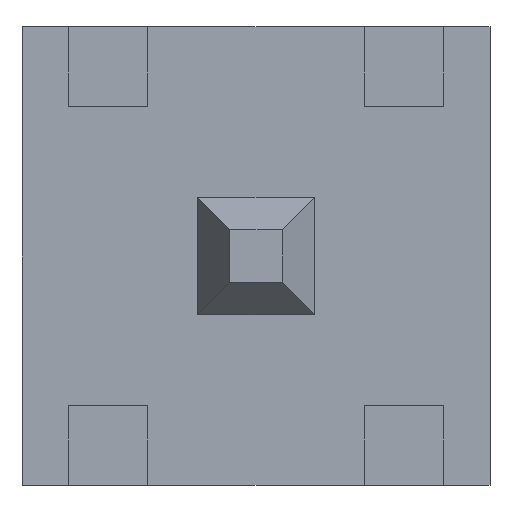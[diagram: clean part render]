
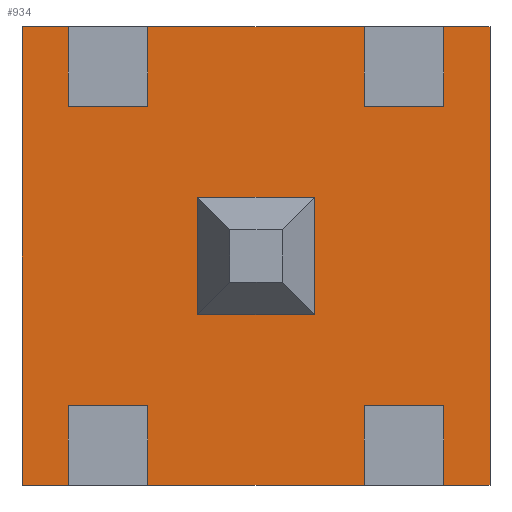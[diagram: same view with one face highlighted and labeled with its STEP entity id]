
A CAD part, front view. The second image highlights one B-rep face of the part: STEP entity #934.
In plain terms, the highlighted planar face has unit normal (0, -1, 0).
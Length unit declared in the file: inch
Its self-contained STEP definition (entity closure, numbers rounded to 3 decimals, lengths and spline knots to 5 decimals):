
#239=ORIENTED_EDGE('',*,*,#351,.F.);
#240=ORIENTED_EDGE('',*,*,#399,.F.);
#241=ORIENTED_EDGE('',*,*,#362,.T.);
#242=ORIENTED_EDGE('',*,*,#376,.T.);
#243=ORIENTED_EDGE('',*,*,#369,.F.);
#244=ORIENTED_EDGE('',*,*,#400,.F.);
#245=ORIENTED_EDGE('',*,*,#356,.T.);
#246=ORIENTED_EDGE('',*,*,#375,.T.);
#247=ORIENTED_EDGE('',*,*,#397,.T.);
#248=ORIENTED_EDGE('',*,*,#378,.T.);
#249=ORIENTED_EDGE('',*,*,#354,.T.);
#250=ORIENTED_EDGE('',*,*,#401,.T.);
#251=ORIENTED_EDGE('',*,*,#365,.F.);
#252=ORIENTED_EDGE('',*,*,#377,.T.);
#253=ORIENTED_EDGE('',*,*,#360,.T.);
#254=ORIENTED_EDGE('',*,*,#402,.T.);
#255=ORIENTED_EDGE('',*,*,#347,.F.);
#256=ORIENTED_EDGE('',*,*,#382,.T.);
#257=ORIENTED_EDGE('',*,*,#395,.T.);
#258=ORIENTED_EDGE('',*,*,#371,.T.);
#259=ORIENTED_EDGE('',*,*,#393,.F.);
#260=ORIENTED_EDGE('',*,*,#390,.F.);
#261=ORIENTED_EDGE('',*,*,#387,.F.);
#262=ORIENTED_EDGE('',*,*,#384,.F.);
#347=EDGE_CURVE('',#451,#452,#551,.T.);
#351=EDGE_CURVE('',#453,#454,#555,.T.);
#354=EDGE_CURVE('',#456,#455,#558,.T.);
#356=EDGE_CURVE('',#457,#458,#560,.T.);
#360=EDGE_CURVE('',#460,#459,#564,.T.);
#362=EDGE_CURVE('',#461,#462,#566,.T.);
#365=EDGE_CURVE('',#463,#464,#569,.T.);
#369=EDGE_CURVE('',#465,#466,#573,.T.);
#371=EDGE_CURVE('',#467,#454,#575,.T.);
#375=EDGE_CURVE('',#458,#470,#579,.T.);
#376=EDGE_CURVE('',#462,#466,#580,.T.);
#377=EDGE_CURVE('',#463,#460,#581,.T.);
#378=EDGE_CURVE('',#471,#456,#582,.T.);
#382=EDGE_CURVE('',#451,#474,#586,.T.);
#384=EDGE_CURVE('',#476,#477,#588,.T.);
#387=EDGE_CURVE('',#477,#479,#591,.T.);
#390=EDGE_CURVE('',#479,#481,#594,.T.);
#393=EDGE_CURVE('',#481,#476,#597,.T.);
#395=EDGE_CURVE('',#474,#467,#599,.T.);
#397=EDGE_CURVE('',#470,#471,#601,.T.);
#399=EDGE_CURVE('',#461,#453,#603,.T.);
#400=EDGE_CURVE('',#457,#465,#604,.T.);
#401=EDGE_CURVE('',#455,#464,#605,.T.);
#402=EDGE_CURVE('',#459,#452,#606,.T.);
#451=VERTEX_POINT('',#1395);
#452=VERTEX_POINT('',#1396);
#453=VERTEX_POINT('',#1401);
#454=VERTEX_POINT('',#1403);
#455=VERTEX_POINT('',#1407);
#456=VERTEX_POINT('',#1409);
#457=VERTEX_POINT('',#1413);
#458=VERTEX_POINT('',#1414);
#459=VERTEX_POINT('',#1419);
#460=VERTEX_POINT('',#1421);
#461=VERTEX_POINT('',#1425);
#462=VERTEX_POINT('',#1426);
#463=VERTEX_POINT('',#1431);
#464=VERTEX_POINT('',#1432);
#465=VERTEX_POINT('',#1437);
#466=VERTEX_POINT('',#1439);
#467=VERTEX_POINT('',#1443);
#470=VERTEX_POINT('',#1449);
#471=VERTEX_POINT('',#1455);
#474=VERTEX_POINT('',#1461);
#476=VERTEX_POINT('',#1466);
#477=VERTEX_POINT('',#1468);
#479=VERTEX_POINT('',#1474);
#481=VERTEX_POINT('',#1480);
#551=LINE('',#1394,#675);
#555=LINE('',#1402,#679);
#558=LINE('',#1408,#682);
#560=LINE('',#1412,#684);
#564=LINE('',#1420,#688);
#566=LINE('',#1424,#690);
#569=LINE('',#1430,#693);
#573=LINE('',#1438,#697);
#575=LINE('',#1442,#699);
#579=LINE('',#1450,#703);
#580=LINE('',#1451,#704);
#581=LINE('',#1453,#705);
#582=LINE('',#1454,#706);
#586=LINE('',#1462,#710);
#588=LINE('',#1467,#712);
#591=LINE('',#1473,#715);
#594=LINE('',#1479,#718);
#597=LINE('',#1485,#721);
#599=LINE('',#1488,#723);
#601=LINE('',#1491,#725);
#603=LINE('',#1495,#727);
#604=LINE('',#1496,#728);
#605=LINE('',#1497,#729);
#606=LINE('',#1498,#730);
#675=VECTOR('',#1147,39.37008);
#679=VECTOR('',#1153,39.37008);
#682=VECTOR('',#1158,39.37008);
#684=VECTOR('',#1162,39.37008);
#688=VECTOR('',#1168,39.37008);
#690=VECTOR('',#1172,39.37008);
#693=VECTOR('',#1177,39.37008);
#697=VECTOR('',#1183,39.37008);
#699=VECTOR('',#1187,39.37008);
#703=VECTOR('',#1191,39.37008);
#704=VECTOR('',#1192,39.37008);
#705=VECTOR('',#1195,39.37008);
#706=VECTOR('',#1196,39.37008);
#710=VECTOR('',#1200,39.37008);
#712=VECTOR('',#1204,39.37008);
#715=VECTOR('',#1209,39.37008);
#718=VECTOR('',#1214,39.37008);
#721=VECTOR('',#1219,39.37008);
#723=VECTOR('',#1223,39.37008);
#725=VECTOR('',#1227,39.37008);
#727=VECTOR('',#1233,39.37008);
#728=VECTOR('',#1234,39.37008);
#729=VECTOR('',#1235,39.37008);
#730=VECTOR('',#1236,39.37008);
#779=EDGE_LOOP('',(#239,#240,#241,#242,#243,#244,#245,#246,#247,#248,#249,
#250,#251,#252,#253,#254,#255,#256,#257,#258));
#780=EDGE_LOOP('',(#259,#260,#261,#262));
#833=FACE_BOUND('',#779,.T.);
#834=FACE_BOUND('',#780,.T.);
#884=PLANE('',#1011);
#934=ADVANCED_FACE('',(#833,#834),#884,.T.);
#1011=AXIS2_PLACEMENT_3D('',#1494,#1231,#1232);
#1147=DIRECTION('',(0.,0.,-1.));
#1153=DIRECTION('',(0.,0.,-1.));
#1158=DIRECTION('',(0.,0.,-1.));
#1162=DIRECTION('',(0.,0.,-1.));
#1168=DIRECTION('',(0.,0.,-1.));
#1172=DIRECTION('',(0.,0.,-1.));
#1177=DIRECTION('',(0.,0.,-1.));
#1183=DIRECTION('',(0.,0.,-1.));
#1187=DIRECTION('',(1.,0.,0.));
#1191=DIRECTION('',(1.,0.,0.));
#1192=DIRECTION('',(1.,0.,0.));
#1195=DIRECTION('',(-1.,0.,0.));
#1196=DIRECTION('',(-1.,0.,0.));
#1200=DIRECTION('',(-1.,0.,0.));
#1204=DIRECTION('',(1.,0.,0.));
#1209=DIRECTION('',(0.,0.,1.));
#1214=DIRECTION('',(-1.,0.,0.));
#1219=DIRECTION('',(0.,0.,-1.));
#1223=DIRECTION('',(0.,0.,-1.));
#1227=DIRECTION('',(0.,0.,1.));
#1231=DIRECTION('',(0.,-1.,0.));
#1232=DIRECTION('',(0.,0.,-1.));
#1233=DIRECTION('',(-1.,0.,0.));
#1234=DIRECTION('',(-1.,0.,0.));
#1235=DIRECTION('',(-1.,0.,0.));
#1236=DIRECTION('',(-1.,0.,0.));
#1394=CARTESIAN_POINT('',(-0.04012,0.02,0.098));
#1395=CARTESIAN_POINT('',(-0.04012,0.02,0.049));
#1396=CARTESIAN_POINT('',(-0.04012,0.02,0.032));
#1401=CARTESIAN_POINT('',(-0.04012,0.02,-0.032));
#1402=CARTESIAN_POINT('',(-0.04012,0.02,0.098));
#1403=CARTESIAN_POINT('',(-0.04012,0.02,-0.049));
#1407=CARTESIAN_POINT('',(0.04012,0.02,0.032));
#1408=CARTESIAN_POINT('',(0.04012,0.02,0.098));
#1409=CARTESIAN_POINT('',(0.04012,0.02,0.049));
#1412=CARTESIAN_POINT('',(0.04012,0.02,0.098));
#1413=CARTESIAN_POINT('',(0.04012,0.02,-0.032));
#1414=CARTESIAN_POINT('',(0.04012,0.02,-0.049));
#1419=CARTESIAN_POINT('',(-0.02312,0.02,0.032));
#1420=CARTESIAN_POINT('',(-0.02312,0.02,0.098));
#1421=CARTESIAN_POINT('',(-0.02312,0.02,0.049));
#1424=CARTESIAN_POINT('',(-0.02312,0.02,0.098));
#1425=CARTESIAN_POINT('',(-0.02312,0.02,-0.032));
#1426=CARTESIAN_POINT('',(-0.02312,0.02,-0.049));
#1430=CARTESIAN_POINT('',(0.02312,0.02,0.098));
#1431=CARTESIAN_POINT('',(0.02312,0.02,0.049));
#1432=CARTESIAN_POINT('',(0.02312,0.02,0.032));
#1437=CARTESIAN_POINT('',(0.02312,0.02,-0.032));
#1438=CARTESIAN_POINT('',(0.02312,0.02,0.098));
#1439=CARTESIAN_POINT('',(0.02312,0.02,-0.049));
#1442=CARTESIAN_POINT('',(0.05,0.02,-0.049));
#1443=CARTESIAN_POINT('',(-0.05,0.02,-0.049));
#1449=CARTESIAN_POINT('',(0.05,0.02,-0.049));
#1450=CARTESIAN_POINT('',(0.05,0.02,-0.049));
#1451=CARTESIAN_POINT('',(0.05,0.02,-0.049));
#1453=CARTESIAN_POINT('',(-0.05,0.02,0.049));
#1454=CARTESIAN_POINT('',(-0.05,0.02,0.049));
#1455=CARTESIAN_POINT('',(0.05,0.02,0.049));
#1461=CARTESIAN_POINT('',(-0.05,0.02,0.049));
#1462=CARTESIAN_POINT('',(-0.05,0.02,0.049));
#1466=CARTESIAN_POINT('',(-0.0125,0.02,-0.0125));
#1467=CARTESIAN_POINT('',(0.0125,0.02,-0.0125));
#1468=CARTESIAN_POINT('',(0.0125,0.02,-0.0125));
#1473=CARTESIAN_POINT('',(0.0125,0.02,0.0125));
#1474=CARTESIAN_POINT('',(0.0125,0.02,0.0125));
#1479=CARTESIAN_POINT('',(-0.0125,0.02,0.0125));
#1480=CARTESIAN_POINT('',(-0.0125,0.02,0.0125));
#1485=CARTESIAN_POINT('',(-0.0125,0.02,-0.0125));
#1488=CARTESIAN_POINT('',(-0.05,0.02,-0.049));
#1491=CARTESIAN_POINT('',(0.05,0.02,0.049));
#1494=CARTESIAN_POINT('',(-0.04012,0.02,0.098));
#1495=CARTESIAN_POINT('',(0.1,0.02,-0.032));
#1496=CARTESIAN_POINT('',(0.1,0.02,-0.032));
#1497=CARTESIAN_POINT('',(0.1,0.02,0.032));
#1498=CARTESIAN_POINT('',(0.1,0.02,0.032));
